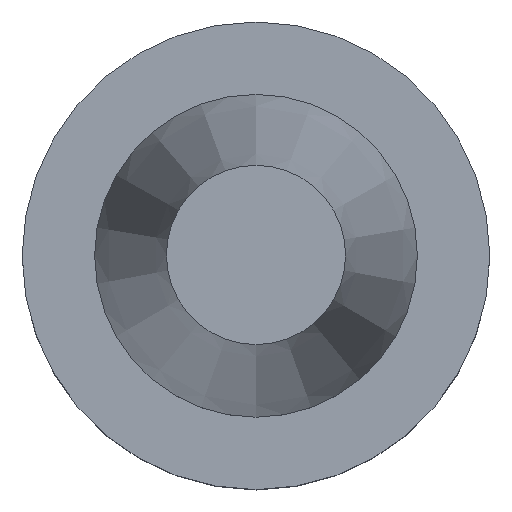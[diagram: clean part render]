
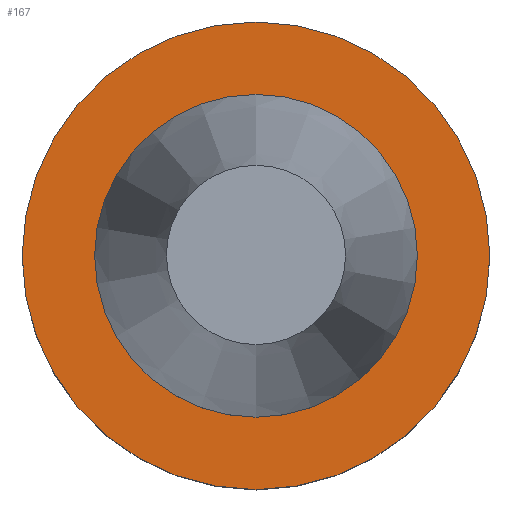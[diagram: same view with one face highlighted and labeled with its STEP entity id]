
A CAD part, top view. The second image highlights one B-rep face of the part: STEP entity #167.
In plain terms, the highlighted planar face has unit normal (0, 0, 1).
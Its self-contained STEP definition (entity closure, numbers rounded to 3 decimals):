
#141=EDGE_CURVE('Unnamed[1]',#303,#303,#304,.T.);
#158=EDGE_CURVE('Unnamed[1]',#328,#328,#329,.T.);
#167=ADVANCED_FACE('Unnamed[1]',(#341,#342),#343,.T.);
#303=VERTEX_POINT('',#504);
#304=CIRCLE('',#505,15.875);
#328=VERTEX_POINT('',#535);
#329=CIRCLE('',#536,23.0);
#341=FACE_OUTER_BOUND('',#551,.T.);
#342=FACE_BOUND('',#552,.T.);
#343=PLANE('',#553);
#504=CARTESIAN_POINT('',(0.,15.875,-1.));
#505=AXIS2_PLACEMENT_3D('',#693,#694,#695);
#535=CARTESIAN_POINT('',(0.,23.0,-1.));
#536=AXIS2_PLACEMENT_3D('',#718,#719,#720);
#551=EDGE_LOOP('',(#733));
#552=EDGE_LOOP('',(#734));
#553=AXIS2_PLACEMENT_3D('',#735,#736,#737);
#693=CARTESIAN_POINT('',(0.,0.,-1.0));
#694=DIRECTION('',(0.,0.,-1.0));
#695=DIRECTION('',(0.,1.0,0.));
#718=CARTESIAN_POINT('',(0.,0.,-1.0));
#719=DIRECTION('',(0.,0.,-1.0));
#720=DIRECTION('',(0.,1.0,0.));
#733=ORIENTED_EDGE('',*,*,#158,.F.);
#734=ORIENTED_EDGE('',*,*,#141,.T.);
#735=CARTESIAN_POINT('',(0.,19.438,-1.));
#736=DIRECTION('',(0.,0.,1.0));
#737=DIRECTION('',(0.,-1.0,0.));
